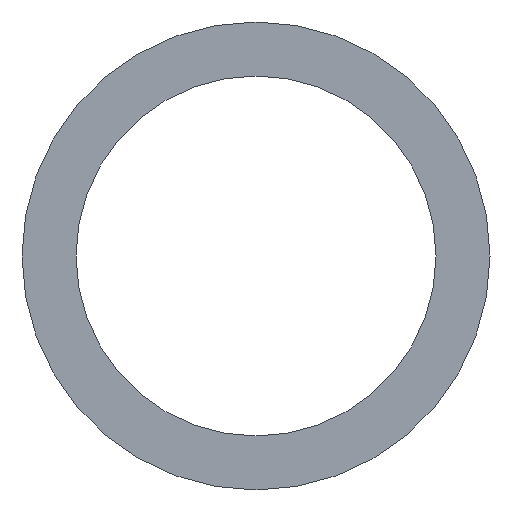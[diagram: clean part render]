
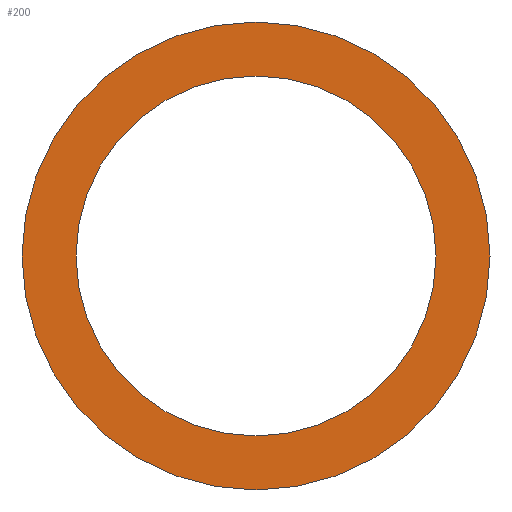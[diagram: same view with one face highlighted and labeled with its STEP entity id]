
A CAD part, left-side view. The second image highlights one B-rep face of the part: STEP entity #200.
In plain terms, the highlighted planar face has unit normal (-1, 0, 0).
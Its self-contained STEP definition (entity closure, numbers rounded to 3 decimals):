
#1 = ORIENTED_EDGE ( 'NONE', *, *, #248, .T. ) ;
#12 = CIRCLE ( 'NONE', #190, 5. ) ;
#20 = VERTEX_POINT ( 'NONE', #40 ) ;
#28 = CARTESIAN_POINT ( 'NONE',  ( -325., 0., -5. ) ) ;
#30 = FACE_OUTER_BOUND ( 'NONE', #70, .T. ) ;
#32 = EDGE_CURVE ( 'NONE', #82, #210, #138, .T. ) ;
#40 = CARTESIAN_POINT ( 'NONE',  ( -325., 6.5, 0. ) ) ;
#50 = AXIS2_PLACEMENT_3D ( 'NONE', #127, #58, #62 ) ;
#56 = CIRCLE ( 'NONE', #50, 6.5 ) ;
#58 = DIRECTION ( 'NONE',  ( -1., 0., 0. ) ) ;
#59 = EDGE_CURVE ( 'NONE', #20, #157, #56, .T. ) ;
#62 = DIRECTION ( 'NONE',  ( 0., -1., 0. ) ) ;
#69 = DIRECTION ( 'NONE',  ( 1., 0., 0. ) ) ;
#70 = EDGE_LOOP ( 'NONE', ( #1, #166 ) ) ;
#76 = AXIS2_PLACEMENT_3D ( 'NONE', #103, #162, #165 ) ;
#82 = VERTEX_POINT ( 'NONE', #144 ) ;
#85 = EDGE_LOOP ( 'NONE', ( #214, #232 ) ) ;
#103 = CARTESIAN_POINT ( 'NONE',  ( -325., 0., 0. ) ) ;
#105 = AXIS2_PLACEMENT_3D ( 'NONE', #209, #153, #174 ) ;
#116 = CARTESIAN_POINT ( 'NONE',  ( -325., 0., 0. ) ) ;
#119 = DIRECTION ( 'NONE',  ( -1., 0., 0. ) ) ;
#127 = CARTESIAN_POINT ( 'NONE',  ( -325., 0., 0. ) ) ;
#136 = FACE_BOUND ( 'NONE', #85, .T. ) ;
#138 = CIRCLE ( 'NONE', #76, 5. ) ;
#143 = CIRCLE ( 'NONE', #169, 6.5 ) ;
#144 = CARTESIAN_POINT ( 'NONE',  ( -325., 0., 5. ) ) ;
#149 = DIRECTION ( 'NONE',  ( 0., -1., 0. ) ) ;
#153 = DIRECTION ( 'NONE',  ( -1., 0., 0. ) ) ;
#157 = VERTEX_POINT ( 'NONE', #196 ) ;
#162 = DIRECTION ( 'NONE',  ( 1., 0., 0. ) ) ;
#165 = DIRECTION ( 'NONE',  ( 0., -1., 0. ) ) ;
#166 = ORIENTED_EDGE ( 'NONE', *, *, #59, .T. ) ;
#169 = AXIS2_PLACEMENT_3D ( 'NONE', #116, #119, #192 ) ;
#174 = DIRECTION ( 'NONE',  ( 0., -1., 0. ) ) ;
#189 = CARTESIAN_POINT ( 'NONE',  ( -325., 0., 0. ) ) ;
#190 = AXIS2_PLACEMENT_3D ( 'NONE', #189, #69, #149 ) ;
#192 = DIRECTION ( 'NONE',  ( 0., -1., 0. ) ) ;
#196 = CARTESIAN_POINT ( 'NONE',  ( -325., -6.5, 0. ) ) ;
#200 = ADVANCED_FACE ( 'NONE', ( #136, #30 ), #246, .T. ) ;
#209 = CARTESIAN_POINT ( 'NONE',  ( -325., 0., 0. ) ) ;
#210 = VERTEX_POINT ( 'NONE', #28 ) ;
#213 = EDGE_CURVE ( 'NONE', #210, #82, #12, .T. ) ;
#214 = ORIENTED_EDGE ( 'NONE', *, *, #213, .T. ) ;
#232 = ORIENTED_EDGE ( 'NONE', *, *, #32, .T. ) ;
#246 = PLANE ( 'NONE',  #105 ) ;
#248 = EDGE_CURVE ( 'NONE', #157, #20, #143, .T. ) ;
